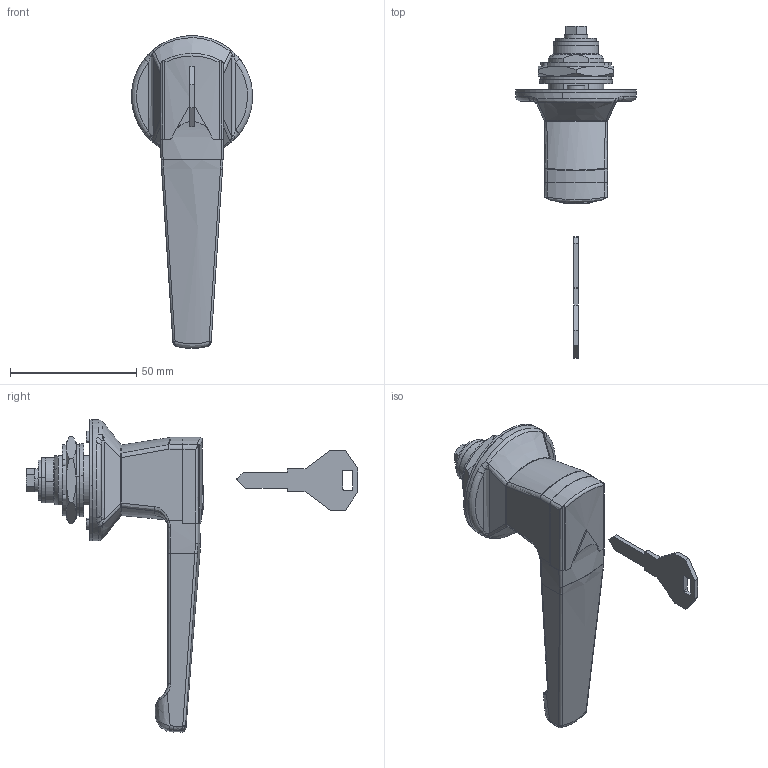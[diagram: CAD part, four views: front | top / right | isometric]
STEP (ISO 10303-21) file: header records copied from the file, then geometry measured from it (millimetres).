
FILE_DESCRIPTION((''),'2;1');
FILE_NAME('','2005-10-07T14:01:26',(''),(''),'','CADfix','');
FILE_SCHEMA(('AUTOMOTIVE_DESIGN'));
Length unit declared in the file: millimetre
Products named in the file (12): key; washer_D; washer_C; washer_B; washer_A; packing; nut; handle; cap; bolt; base; THA_330B_2K_5Y7_1_C_20885_36
Assembly tree (11 placements, depth 2):
  THA_330B_2K_5Y7_1_C_20885_36
    key
    washer_D
    washer_C
    washer_B
    washer_A
    packing
    nut
    handle
    cap
    bolt
    base
Bounding box: 47.97 x 131.64 x 123.92 mm (x, y, z)
Volume: 59325.9 mm3; surface area: 29883.9 mm2
Topology: 11 solids, 11 shells, 384 faces, 1012 edges, 656 vertices
Faces by surface type: bspline 384
Entity records: 17524 total; most frequent: CARTESIAN_POINT 11577, ORIENTED_EDGE 2012, EDGE_CURVE 1006, VERTEX_POINT 656, QUASI_UNIFORM_CURVE 416, EDGE_LOOP 412, FACE_OUTER_BOUND 384, ADVANCED_FACE 384
